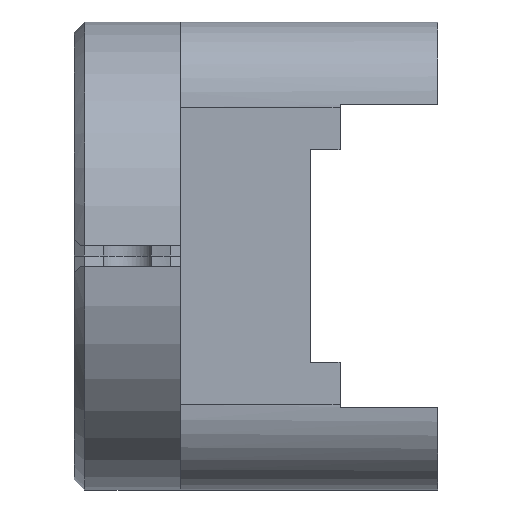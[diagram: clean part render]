
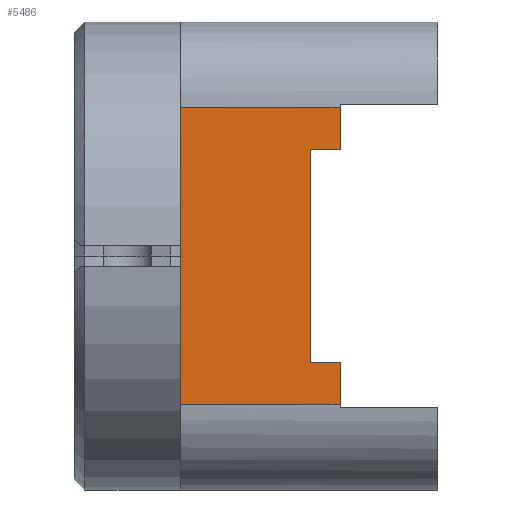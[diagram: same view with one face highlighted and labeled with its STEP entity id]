
A CAD part, left-side view. The second image highlights one B-rep face of the part: STEP entity #5486.
In plain terms, the highlighted planar face has unit normal (-1, 0, 0).
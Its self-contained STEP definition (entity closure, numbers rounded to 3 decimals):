
#2956 = PLANE('',#2957);
#2957 = AXIS2_PLACEMENT_3D('',#2958,#2959,#2960);
#2958 = CARTESIAN_POINT('',(0.,-2.5,0.));
#2959 = DIRECTION('',(0.,-1.,0.));
#2960 = DIRECTION('',(1.,0.,0.));
#4438 = VERTEX_POINT('',#4439);
#4439 = CARTESIAN_POINT('',(8.7,-2.5,7.001));
#4458 = CYLINDRICAL_SURFACE('',#4459,3.999);
#4459 = AXIS2_PLACEMENT_3D('',#4460,#4461,#4462);
#4460 = CARTESIAN_POINT('',(12.699,-2.5,7.001));
#4461 = DIRECTION('',(0.,-1.,0.));
#4462 = DIRECTION('',(-1.,0.,0.));
#4470 = EDGE_CURVE('',#4471,#4438,#4473,.T.);
#4471 = VERTEX_POINT('',#4472);
#4472 = CARTESIAN_POINT('',(8.7,-2.5,-7.001));
#4473 = SURFACE_CURVE('',#4474,(#4478,#4485),.PCURVE_S1.);
#4474 = LINE('',#4475,#4476);
#4475 = CARTESIAN_POINT('',(8.7,-2.5,-11.));
#4476 = VECTOR('',#4477,1.);
#4477 = DIRECTION('',(0.,0.,1.));
#4478 = PCURVE('',#2956,#4479);
#4479 = DEFINITIONAL_REPRESENTATION('',(#4480),#4484);
#4480 = LINE('',#4481,#4482);
#4481 = CARTESIAN_POINT('',(8.7,-11.));
#4482 = VECTOR('',#4483,1.);
#4483 = DIRECTION('',(0.,1.));
#4484 = ( GEOMETRIC_REPRESENTATION_CONTEXT(2) 
PARAMETRIC_REPRESENTATION_CONTEXT() REPRESENTATION_CONTEXT('2D SPACE',''
  ) );
#4485 = PCURVE('',#4486,#4491);
#4486 = PLANE('',#4487);
#4487 = AXIS2_PLACEMENT_3D('',#4488,#4489,#4490);
#4488 = CARTESIAN_POINT('',(8.7,-2.5,-11.));
#4489 = DIRECTION('',(-1.,0.,0.));
#4490 = DIRECTION('',(0.,0.,1.));
#4491 = DEFINITIONAL_REPRESENTATION('',(#4492),#4496);
#4492 = LINE('',#4493,#4494);
#4493 = CARTESIAN_POINT('',(0.,0.));
#4494 = VECTOR('',#4495,1.);
#4495 = DIRECTION('',(1.,0.));
#4496 = ( GEOMETRIC_REPRESENTATION_CONTEXT(2) 
PARAMETRIC_REPRESENTATION_CONTEXT() REPRESENTATION_CONTEXT('2D SPACE',''
  ) );
#4517 = CYLINDRICAL_SURFACE('',#4518,3.999);
#4518 = AXIS2_PLACEMENT_3D('',#4519,#4520,#4521);
#4519 = CARTESIAN_POINT('',(12.699,-2.5,-7.001));
#4520 = DIRECTION('',(0.,-1.,0.));
#4521 = DIRECTION('',(0.,0.,-1.));
#4918 = PLANE('',#4919);
#4919 = AXIS2_PLACEMENT_3D('',#4920,#4921,#4922);
#4920 = CARTESIAN_POINT('',(8.7,-10.,7.1));
#4921 = DIRECTION('',(0.,-1.,0.));
#4922 = DIRECTION('',(0.,0.,-1.));
#5080 = PLANE('',#5081);
#5081 = AXIS2_PLACEMENT_3D('',#5082,#5083,#5084);
#5082 = CARTESIAN_POINT('',(8.7,-10.,5.));
#5083 = DIRECTION('',(0.,0.,-1.));
#5084 = DIRECTION('',(1.,0.,0.));
#5108 = PLANE('',#5109);
#5109 = AXIS2_PLACEMENT_3D('',#5110,#5111,#5112);
#5110 = CARTESIAN_POINT('',(8.7,-8.6,5.));
#5111 = DIRECTION('',(0.,-1.,0.));
#5112 = DIRECTION('',(0.,0.,-1.));
#5136 = PLANE('',#5137);
#5137 = AXIS2_PLACEMENT_3D('',#5138,#5139,#5140);
#5138 = CARTESIAN_POINT('',(16.7,-10.,-5.));
#5139 = DIRECTION('',(0.,0.,1.));
#5140 = DIRECTION('',(-1.,0.,0.));
#5164 = PLANE('',#5165);
#5165 = AXIS2_PLACEMENT_3D('',#5166,#5167,#5168);
#5166 = CARTESIAN_POINT('',(8.7,-10.,7.1));
#5167 = DIRECTION('',(0.,-1.,0.));
#5168 = DIRECTION('',(0.,0.,-1.));
#5334 = VERTEX_POINT('',#5335);
#5335 = CARTESIAN_POINT('',(8.7,-10.,7.001));
#5361 = EDGE_CURVE('',#4438,#5334,#5362,.T.);
#5362 = SURFACE_CURVE('',#5363,(#5367,#5374),.PCURVE_S1.);
#5363 = LINE('',#5364,#5365);
#5364 = CARTESIAN_POINT('',(8.7,-2.5,7.001));
#5365 = VECTOR('',#5366,1.);
#5366 = DIRECTION('',(0.,-1.,0.));
#5367 = PCURVE('',#4458,#5368);
#5368 = DEFINITIONAL_REPRESENTATION('',(#5369),#5373);
#5369 = LINE('',#5370,#5371);
#5370 = CARTESIAN_POINT('',(0.,0.));
#5371 = VECTOR('',#5372,1.);
#5372 = DIRECTION('',(0.,1.));
#5373 = ( GEOMETRIC_REPRESENTATION_CONTEXT(2) 
PARAMETRIC_REPRESENTATION_CONTEXT() REPRESENTATION_CONTEXT('2D SPACE',''
  ) );
#5374 = PCURVE('',#4486,#5375);
#5375 = DEFINITIONAL_REPRESENTATION('',(#5376),#5380);
#5376 = LINE('',#5377,#5378);
#5377 = CARTESIAN_POINT('',(18.001,0.));
#5378 = VECTOR('',#5379,1.);
#5379 = DIRECTION('',(0.,-1.));
#5380 = ( GEOMETRIC_REPRESENTATION_CONTEXT(2) 
PARAMETRIC_REPRESENTATION_CONTEXT() REPRESENTATION_CONTEXT('2D SPACE',''
  ) );
#5386 = EDGE_CURVE('',#4471,#5387,#5389,.T.);
#5387 = VERTEX_POINT('',#5388);
#5388 = CARTESIAN_POINT('',(8.7,-10.,-7.001));
#5389 = SURFACE_CURVE('',#5390,(#5394,#5401),.PCURVE_S1.);
#5390 = LINE('',#5391,#5392);
#5391 = CARTESIAN_POINT('',(8.7,-2.5,-7.001));
#5392 = VECTOR('',#5393,1.);
#5393 = DIRECTION('',(0.,-1.,0.));
#5394 = PCURVE('',#4517,#5395);
#5395 = DEFINITIONAL_REPRESENTATION('',(#5396),#5400);
#5396 = LINE('',#5397,#5398);
#5397 = CARTESIAN_POINT('',(-1.571,0.));
#5398 = VECTOR('',#5399,1.);
#5399 = DIRECTION('',(0.,1.));
#5400 = ( GEOMETRIC_REPRESENTATION_CONTEXT(2) 
PARAMETRIC_REPRESENTATION_CONTEXT() REPRESENTATION_CONTEXT('2D SPACE',''
  ) );
#5401 = PCURVE('',#4486,#5402);
#5402 = DEFINITIONAL_REPRESENTATION('',(#5403),#5407);
#5403 = LINE('',#5404,#5405);
#5404 = CARTESIAN_POINT('',(3.999,0.));
#5405 = VECTOR('',#5406,1.);
#5406 = DIRECTION('',(0.,-1.));
#5407 = ( GEOMETRIC_REPRESENTATION_CONTEXT(2) 
PARAMETRIC_REPRESENTATION_CONTEXT() REPRESENTATION_CONTEXT('2D SPACE',''
  ) );
#5486 = ADVANCED_FACE('',(#5487),#4486,.T.);
#5487 = FACE_BOUND('',#5488,.T.);
#5488 = EDGE_LOOP('',(#5489,#5490,#5491,#5514,#5537,#5560,#5583,#5604));
#5489 = ORIENTED_EDGE('',*,*,#4470,.F.);
#5490 = ORIENTED_EDGE('',*,*,#5386,.T.);
#5491 = ORIENTED_EDGE('',*,*,#5492,.T.);
#5492 = EDGE_CURVE('',#5387,#5493,#5495,.T.);
#5493 = VERTEX_POINT('',#5494);
#5494 = CARTESIAN_POINT('',(8.7,-10.,-5.));
#5495 = SURFACE_CURVE('',#5496,(#5500,#5507),.PCURVE_S1.);
#5496 = LINE('',#5497,#5498);
#5497 = CARTESIAN_POINT('',(8.7,-10.,-7.1));
#5498 = VECTOR('',#5499,1.);
#5499 = DIRECTION('',(0.,0.,1.));
#5500 = PCURVE('',#4486,#5501);
#5501 = DEFINITIONAL_REPRESENTATION('',(#5502),#5506);
#5502 = LINE('',#5503,#5504);
#5503 = CARTESIAN_POINT('',(3.9,-7.5));
#5504 = VECTOR('',#5505,1.);
#5505 = DIRECTION('',(1.,0.));
#5506 = ( GEOMETRIC_REPRESENTATION_CONTEXT(2) 
PARAMETRIC_REPRESENTATION_CONTEXT() REPRESENTATION_CONTEXT('2D SPACE',''
  ) );
#5507 = PCURVE('',#5164,#5508);
#5508 = DEFINITIONAL_REPRESENTATION('',(#5509),#5513);
#5509 = LINE('',#5510,#5511);
#5510 = CARTESIAN_POINT('',(14.2,0.));
#5511 = VECTOR('',#5512,1.);
#5512 = DIRECTION('',(-1.,0.));
#5513 = ( GEOMETRIC_REPRESENTATION_CONTEXT(2) 
PARAMETRIC_REPRESENTATION_CONTEXT() REPRESENTATION_CONTEXT('2D SPACE',''
  ) );
#5514 = ORIENTED_EDGE('',*,*,#5515,.T.);
#5515 = EDGE_CURVE('',#5493,#5516,#5518,.T.);
#5516 = VERTEX_POINT('',#5517);
#5517 = CARTESIAN_POINT('',(8.7,-8.6,-5.));
#5518 = SURFACE_CURVE('',#5519,(#5523,#5530),.PCURVE_S1.);
#5519 = LINE('',#5520,#5521);
#5520 = CARTESIAN_POINT('',(8.7,-10.,-5.));
#5521 = VECTOR('',#5522,1.);
#5522 = DIRECTION('',(0.,1.,0.));
#5523 = PCURVE('',#4486,#5524);
#5524 = DEFINITIONAL_REPRESENTATION('',(#5525),#5529);
#5525 = LINE('',#5526,#5527);
#5526 = CARTESIAN_POINT('',(6.,-7.5));
#5527 = VECTOR('',#5528,1.);
#5528 = DIRECTION('',(0.,1.));
#5529 = ( GEOMETRIC_REPRESENTATION_CONTEXT(2) 
PARAMETRIC_REPRESENTATION_CONTEXT() REPRESENTATION_CONTEXT('2D SPACE',''
  ) );
#5530 = PCURVE('',#5136,#5531);
#5531 = DEFINITIONAL_REPRESENTATION('',(#5532),#5536);
#5532 = LINE('',#5533,#5534);
#5533 = CARTESIAN_POINT('',(8.,0.));
#5534 = VECTOR('',#5535,1.);
#5535 = DIRECTION('',(0.,-1.));
#5536 = ( GEOMETRIC_REPRESENTATION_CONTEXT(2) 
PARAMETRIC_REPRESENTATION_CONTEXT() REPRESENTATION_CONTEXT('2D SPACE',''
  ) );
#5537 = ORIENTED_EDGE('',*,*,#5538,.T.);
#5538 = EDGE_CURVE('',#5516,#5539,#5541,.T.);
#5539 = VERTEX_POINT('',#5540);
#5540 = CARTESIAN_POINT('',(8.7,-8.6,5.));
#5541 = SURFACE_CURVE('',#5542,(#5546,#5553),.PCURVE_S1.);
#5542 = LINE('',#5543,#5544);
#5543 = CARTESIAN_POINT('',(8.7,-8.6,-5.));
#5544 = VECTOR('',#5545,1.);
#5545 = DIRECTION('',(0.,0.,1.));
#5546 = PCURVE('',#4486,#5547);
#5547 = DEFINITIONAL_REPRESENTATION('',(#5548),#5552);
#5548 = LINE('',#5549,#5550);
#5549 = CARTESIAN_POINT('',(6.,-6.1));
#5550 = VECTOR('',#5551,1.);
#5551 = DIRECTION('',(1.,0.));
#5552 = ( GEOMETRIC_REPRESENTATION_CONTEXT(2) 
PARAMETRIC_REPRESENTATION_CONTEXT() REPRESENTATION_CONTEXT('2D SPACE',''
  ) );
#5553 = PCURVE('',#5108,#5554);
#5554 = DEFINITIONAL_REPRESENTATION('',(#5555),#5559);
#5555 = LINE('',#5556,#5557);
#5556 = CARTESIAN_POINT('',(10.,0.));
#5557 = VECTOR('',#5558,1.);
#5558 = DIRECTION('',(-1.,0.));
#5559 = ( GEOMETRIC_REPRESENTATION_CONTEXT(2) 
PARAMETRIC_REPRESENTATION_CONTEXT() REPRESENTATION_CONTEXT('2D SPACE',''
  ) );
#5560 = ORIENTED_EDGE('',*,*,#5561,.F.);
#5561 = EDGE_CURVE('',#5562,#5539,#5564,.T.);
#5562 = VERTEX_POINT('',#5563);
#5563 = CARTESIAN_POINT('',(8.7,-10.,5.));
#5564 = SURFACE_CURVE('',#5565,(#5569,#5576),.PCURVE_S1.);
#5565 = LINE('',#5566,#5567);
#5566 = CARTESIAN_POINT('',(8.7,-10.,5.));
#5567 = VECTOR('',#5568,1.);
#5568 = DIRECTION('',(0.,1.,0.));
#5569 = PCURVE('',#4486,#5570);
#5570 = DEFINITIONAL_REPRESENTATION('',(#5571),#5575);
#5571 = LINE('',#5572,#5573);
#5572 = CARTESIAN_POINT('',(16.,-7.5));
#5573 = VECTOR('',#5574,1.);
#5574 = DIRECTION('',(0.,1.));
#5575 = ( GEOMETRIC_REPRESENTATION_CONTEXT(2) 
PARAMETRIC_REPRESENTATION_CONTEXT() REPRESENTATION_CONTEXT('2D SPACE',''
  ) );
#5576 = PCURVE('',#5080,#5577);
#5577 = DEFINITIONAL_REPRESENTATION('',(#5578),#5582);
#5578 = LINE('',#5579,#5580);
#5579 = CARTESIAN_POINT('',(0.,0.));
#5580 = VECTOR('',#5581,1.);
#5581 = DIRECTION('',(0.,-1.));
#5582 = ( GEOMETRIC_REPRESENTATION_CONTEXT(2) 
PARAMETRIC_REPRESENTATION_CONTEXT() REPRESENTATION_CONTEXT('2D SPACE',''
  ) );
#5583 = ORIENTED_EDGE('',*,*,#5584,.T.);
#5584 = EDGE_CURVE('',#5562,#5334,#5585,.T.);
#5585 = SURFACE_CURVE('',#5586,(#5590,#5597),.PCURVE_S1.);
#5586 = LINE('',#5587,#5588);
#5587 = CARTESIAN_POINT('',(8.7,-10.,-7.1));
#5588 = VECTOR('',#5589,1.);
#5589 = DIRECTION('',(0.,0.,1.));
#5590 = PCURVE('',#4486,#5591);
#5591 = DEFINITIONAL_REPRESENTATION('',(#5592),#5596);
#5592 = LINE('',#5593,#5594);
#5593 = CARTESIAN_POINT('',(3.9,-7.5));
#5594 = VECTOR('',#5595,1.);
#5595 = DIRECTION('',(1.,0.));
#5596 = ( GEOMETRIC_REPRESENTATION_CONTEXT(2) 
PARAMETRIC_REPRESENTATION_CONTEXT() REPRESENTATION_CONTEXT('2D SPACE',''
  ) );
#5597 = PCURVE('',#4918,#5598);
#5598 = DEFINITIONAL_REPRESENTATION('',(#5599),#5603);
#5599 = LINE('',#5600,#5601);
#5600 = CARTESIAN_POINT('',(14.2,0.));
#5601 = VECTOR('',#5602,1.);
#5602 = DIRECTION('',(-1.,0.));
#5603 = ( GEOMETRIC_REPRESENTATION_CONTEXT(2) 
PARAMETRIC_REPRESENTATION_CONTEXT() REPRESENTATION_CONTEXT('2D SPACE',''
  ) );
#5604 = ORIENTED_EDGE('',*,*,#5361,.F.);
